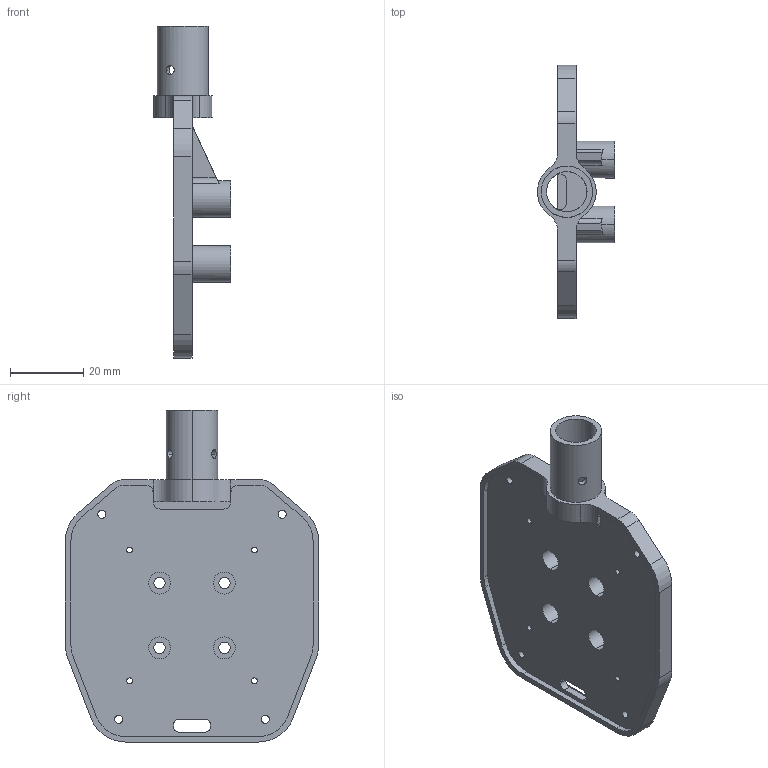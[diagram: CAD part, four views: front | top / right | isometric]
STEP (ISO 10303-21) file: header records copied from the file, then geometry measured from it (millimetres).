
FILE_DESCRIPTION (( 'STEP AP214' ), '1' );
FILE_NAME ('4424431-02.STEP', '2022-01-18T14:56:51', ( '' ), ( '' ), 'SwSTEP 2.0', 'SolidWorks 2016', '' );
FILE_SCHEMA (( 'AUTOMOTIVE_DESIGN' ));
Length unit declared in the file: millimetre
Products named in the file (1): 4424431-02
Bounding box: 21 x 69 x 90.5 mm (x, y, z)
Volume: 14596 mm3; surface area: 15784.2 mm2
Topology: 1 solids, 1 shells, 189 faces, 537 edges, 352 vertices
Faces by surface type: cylinder 115, plane 74
Entity records: 6525 total; most frequent: CARTESIAN_POINT 1341, DIRECTION 1123, ORIENTED_EDGE 1074, EDGE_CURVE 537, AXIS2_PLACEMENT_3D 418, VERTEX_POINT 352, LINE 287, VECTOR 287
